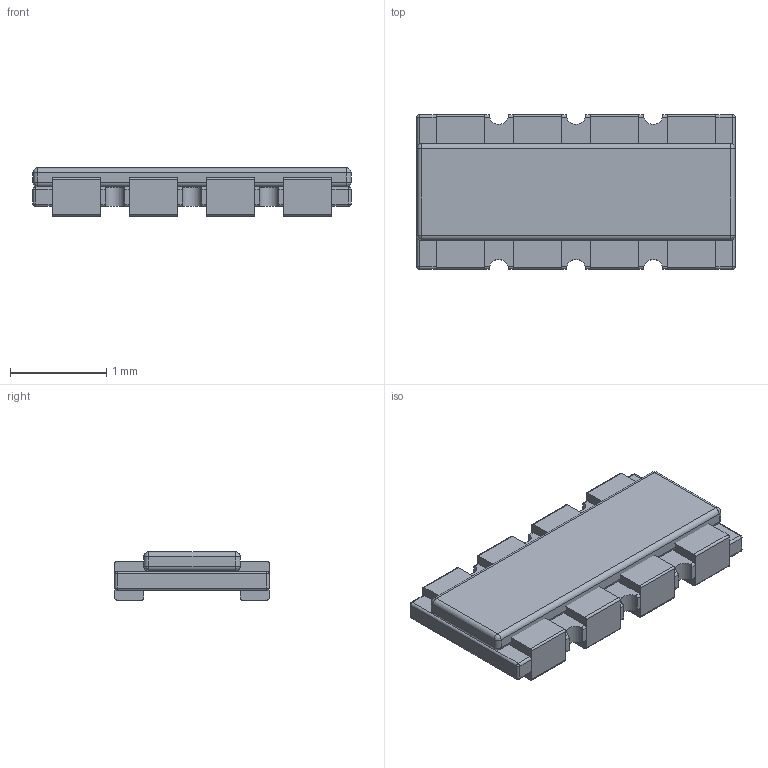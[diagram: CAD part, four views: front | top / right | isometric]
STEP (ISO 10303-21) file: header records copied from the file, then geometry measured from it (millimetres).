
FILE_DESCRIPTION (( 'STEP AP214' ), '1' );
FILE_NAME ('User Library-RESCAXS80P160X320X60-8N.STEP', '2013-10-13T13:09:18', ( 'Windows User' ), ( '' ), 'SwSTEP 2.0', 'SolidWorks 2013', '' );
FILE_SCHEMA (( 'AUTOMOTIVE_DESIGN' ));
Length unit declared in the file: millimetre
Products named in the file (5): User Library-RESCAXS80P160X320X60-8N_Concave_30x160x20_1; User Library-RESCAXS80P160X320X60-8N_Contact_50x160x40_1; User Library-RESCAXS80P160X320X60-8N_End_20x160x20_1; User Library-RESCAXS80P160X320X60-8N_top_330x100x20_1; User Library-RESCAXS80P160X320X60-8N
Assembly tree (10 placements, depth 2):
  User Library-RESCAXS80P160X320X60-8N
    User Library-RESCAXS80P160X320X60-8N_top_330x100x20_1
    User Library-RESCAXS80P160X320X60-8N_End_20x160x20_1  x2
    User Library-RESCAXS80P160X320X60-8N_Contact_50x160x40_1  x4
    User Library-RESCAXS80P160X320X60-8N_Concave_30x160x20_1  x3
Bounding box: 3.3 x 1.6 x 0.5 mm (x, y, z)
Volume: 2.1 mm3; surface area: 28.3 mm2
Topology: 10 solids, 10 shells, 180 faces, 448 edges, 272 vertices
Faces by surface type: plane 82, cylinder 82, bspline 16
Entity records: 3474 total; most frequent: CARTESIAN_POINT 669, DIRECTION 388, ORIENTED_EDGE 348, EDGE_CURVE 174, AXIS2_PLACEMENT_3D 143, VERTEX_POINT 104, LINE 102, VECTOR 102
